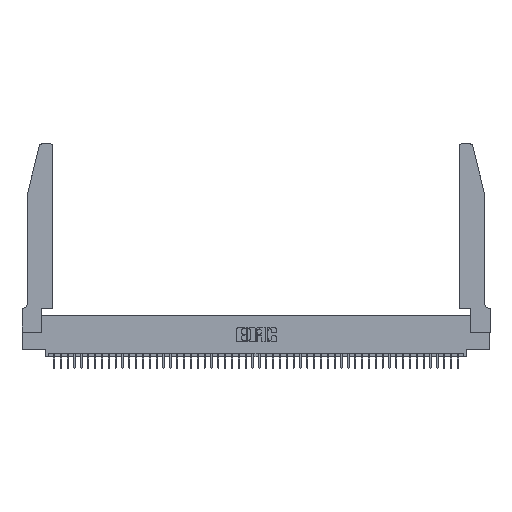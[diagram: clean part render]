
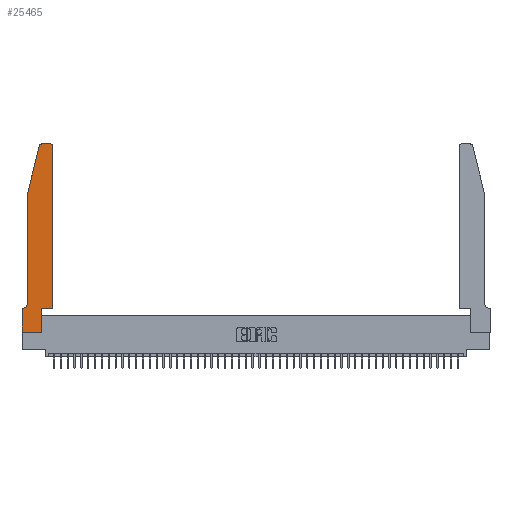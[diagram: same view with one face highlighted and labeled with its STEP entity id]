
A CAD part, top view. The second image highlights one B-rep face of the part: STEP entity #25465.
In plain terms, the highlighted planar face has unit normal (0, 0, 1).
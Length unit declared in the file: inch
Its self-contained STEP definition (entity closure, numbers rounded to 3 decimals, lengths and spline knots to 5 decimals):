
#650 = LINE ( 'NONE', #13216, #19930 ) ;
#747 = AXIS2_PLACEMENT_3D ( 'NONE', #37518, #14563, #41325 ) ;
#2166 = DIRECTION ( 'NONE',  ( 1., 0., 0. ) ) ;
#3147 = VERTEX_POINT ( 'NONE', #28327 ) ;
#3344 = DIRECTION ( 'NONE',  ( 1., 0., 0. ) ) ;
#3727 = LINE ( 'NONE', #7884, #42175 ) ;
#5661 = AXIS2_PLACEMENT_3D ( 'NONE', #25365, #29289, #6243 ) ;
#6243 = DIRECTION ( 'NONE',  ( 1., 0., 0. ) ) ;
#6413 = EDGE_CURVE ( 'NONE', #37596, #27251, #17914, .T. ) ;
#6506 = DIRECTION ( 'NONE',  ( 0., 0., 1. ) ) ;
#7239 = VERTEX_POINT ( 'NONE', #15910 ) ;
#7749 = EDGE_CURVE ( 'NONE', #3147, #39875, #13066, .T. ) ;
#7884 = CARTESIAN_POINT ( 'NONE',  ( 0., 0., 0.37 ) ) ;
#8464 = CARTESIAN_POINT ( 'NONE',  ( 0.4205, 2.75, 0.37 ) ) ;
#9244 = LINE ( 'NONE', #39805, #20647 ) ;
#10653 = CARTESIAN_POINT ( 'NONE',  ( 0.0055, 0.35, 0.37 ) ) ;
#10859 = CARTESIAN_POINT ( 'NONE',  ( 0.4505, 0.35, 0.37 ) ) ;
#10984 = ORIENTED_EDGE ( 'NONE', *, *, #27867, .T. ) ;
#11103 = AXIS2_PLACEMENT_3D ( 'NONE', #29558, #6506, #33399 ) ;
#11154 = CARTESIAN_POINT ( 'NONE',  ( 0.0755, 0.35, 0.37 ) ) ;
#11987 = ORIENTED_EDGE ( 'NONE', *, *, #18302, .T. ) ;
#13066 = CIRCLE ( 'NONE', #41620, 0.03 ) ;
#13216 = CARTESIAN_POINT ( 'NONE',  ( 0.2605, 2.75, 0.37 ) ) ;
#13484 = FACE_OUTER_BOUND ( 'NONE', #23349, .T. ) ;
#13885 = ORIENTED_EDGE ( 'NONE', *, *, #7749, .T. ) ;
#14563 = DIRECTION ( 'NONE',  ( 0., 0., -1. ) ) ;
#14753 = DIRECTION ( 'NONE',  ( 1., 0., 0. ) ) ;
#15910 = CARTESIAN_POINT ( 'NONE',  ( 0., 0.35, 0.37 ) ) ;
#16329 = VERTEX_POINT ( 'NONE', #24405 ) ;
#16902 = DIRECTION ( 'NONE',  ( 0., 1., 0. ) ) ;
#17069 = DIRECTION ( 'NONE',  ( -1., 0., 0. ) ) ;
#17914 = CIRCLE ( 'NONE', #11103, 0.03 ) ;
#18257 = VERTEX_POINT ( 'NONE', #44979 ) ;
#18276 = VECTOR ( 'NONE', #2166, 39.37008 ) ;
#18302 = EDGE_CURVE ( 'NONE', #16329, #19175, #48877, .T. ) ;
#18430 = VECTOR ( 'NONE', #14753, 39.37008 ) ;
#18760 = CARTESIAN_POINT ( 'NONE',  ( 0.4505, 2.72, 0.37 ) ) ;
#19175 = VERTEX_POINT ( 'NONE', #31921 ) ;
#19930 = VECTOR ( 'NONE', #17069, 39.37008 ) ;
#20046 = ORIENTED_EDGE ( 'NONE', *, *, #30214, .T. ) ;
#20111 = CARTESIAN_POINT ( 'NONE',  ( 0.0755, 2., 0.37 ) ) ;
#20246 = VECTOR ( 'NONE', #30300, 39.37008 ) ;
#20647 = VECTOR ( 'NONE', #16902, 39.37008 ) ;
#21230 = VECTOR ( 'NONE', #48415, 39.37008 ) ;
#21526 = PLANE ( 'NONE',  #5661 ) ;
#22425 = LINE ( 'NONE', #36985, #21230 ) ;
#22583 = EDGE_CURVE ( 'NONE', #30185, #7239, #30509, .T. ) ;
#22767 = LINE ( 'NONE', #49075, #31811 ) ;
#23228 = CARTESIAN_POINT ( 'NONE',  ( 0., 0., 0.37 ) ) ;
#23349 = EDGE_LOOP ( 'NONE', ( #40801, #13885, #20046, #23635, #27275, #24268, #10984, #39273, #32746, #11987, #43158, #26395 ) ) ;
#23635 = ORIENTED_EDGE ( 'NONE', *, *, #49130, .T. ) ;
#23943 = DIRECTION ( 'NONE',  ( 0., -1., 0. ) ) ;
#24268 = ORIENTED_EDGE ( 'NONE', *, *, #22583, .T. ) ;
#24405 = CARTESIAN_POINT ( 'NONE',  ( 0.2865, 0.35, 0.37 ) ) ;
#24821 = VERTEX_POINT ( 'NONE', #40353 ) ;
#25322 = EDGE_CURVE ( 'NONE', #47124, #16329, #9244, .T. ) ;
#25365 = CARTESIAN_POINT ( 'NONE',  ( 0., 0.35, 0.37 ) ) ;
#25465 = ADVANCED_FACE ( 'NONE', ( #13484 ), #21526, .T. ) ;
#25518 = EDGE_CURVE ( 'NONE', #19175, #37596, #22425, .T. ) ;
#25645 = CIRCLE ( 'NONE', #747, 0.07 ) ;
#26136 = CARTESIAN_POINT ( 'NONE',  ( 0.25487, 2.72718, 0.37 ) ) ;
#26371 = DIRECTION ( 'NONE',  ( 0., 0., 1. ) ) ;
#26395 = ORIENTED_EDGE ( 'NONE', *, *, #6413, .T. ) ;
#27007 = DIRECTION ( 'NONE',  ( 0., -1., 0. ) ) ;
#27251 = VERTEX_POINT ( 'NONE', #8464 ) ;
#27275 = ORIENTED_EDGE ( 'NONE', *, *, #40495, .T. ) ;
#27515 = EDGE_CURVE ( 'NONE', #47890, #47124, #38624, .T. ) ;
#27867 = EDGE_CURVE ( 'NONE', #7239, #47890, #3727, .T. ) ;
#28327 = CARTESIAN_POINT ( 'NONE',  ( 0.284, 2.75, 0.37 ) ) ;
#29289 = DIRECTION ( 'NONE',  ( 0., 0., 1. ) ) ;
#29558 = CARTESIAN_POINT ( 'NONE',  ( 0.4205, 2.72, 0.37 ) ) ;
#30135 = DIRECTION ( 'NONE',  ( -0.239, -0.971, 0. ) ) ;
#30185 = VERTEX_POINT ( 'NONE', #10653 ) ;
#30214 = EDGE_CURVE ( 'NONE', #39875, #24821, #22767, .T. ) ;
#30300 = DIRECTION ( 'NONE',  ( -1., 0., 0. ) ) ;
#30509 = LINE ( 'NONE', #11154, #20246 ) ;
#31811 = VECTOR ( 'NONE', #30135, 39.37008 ) ;
#31921 = CARTESIAN_POINT ( 'NONE',  ( 0.4505, 0.35, 0.37 ) ) ;
#32746 = ORIENTED_EDGE ( 'NONE', *, *, #25322, .T. ) ;
#33399 = DIRECTION ( 'NONE',  ( 1., 0., 0. ) ) ;
#36985 = CARTESIAN_POINT ( 'NONE',  ( 0.4505, 0.35, 0.37 ) ) ;
#37518 = CARTESIAN_POINT ( 'NONE',  ( 0.0055, 0.42, 0.37 ) ) ;
#37596 = VERTEX_POINT ( 'NONE', #18760 ) ;
#37973 = EDGE_CURVE ( 'NONE', #27251, #3147, #650, .T. ) ;
#38624 = LINE ( 'NONE', #48063, #18276 ) ;
#39273 = ORIENTED_EDGE ( 'NONE', *, *, #27515, .T. ) ;
#39805 = CARTESIAN_POINT ( 'NONE',  ( 0.2865, 0.35, 0.37 ) ) ;
#39875 = VERTEX_POINT ( 'NONE', #26136 ) ;
#40353 = CARTESIAN_POINT ( 'NONE',  ( 0.0755, 2., 0.37 ) ) ;
#40495 = EDGE_CURVE ( 'NONE', #18257, #30185, #25645, .T. ) ;
#40801 = ORIENTED_EDGE ( 'NONE', *, *, #37973, .T. ) ;
#41325 = DIRECTION ( 'NONE',  ( -1., 0., 0. ) ) ;
#41620 = AXIS2_PLACEMENT_3D ( 'NONE', #49223, #26371, #3344 ) ;
#42175 = VECTOR ( 'NONE', #27007, 39.37008 ) ;
#43158 = ORIENTED_EDGE ( 'NONE', *, *, #25518, .T. ) ;
#44979 = CARTESIAN_POINT ( 'NONE',  ( 0.0755, 0.42, 0.37 ) ) ;
#45447 = CARTESIAN_POINT ( 'NONE',  ( 0.2865, 0., 0.37 ) ) ;
#47124 = VERTEX_POINT ( 'NONE', #45447 ) ;
#47155 = VECTOR ( 'NONE', #23943, 39.37008 ) ;
#47890 = VERTEX_POINT ( 'NONE', #23228 ) ;
#48063 = CARTESIAN_POINT ( 'NONE',  ( 0., 0., 0.37 ) ) ;
#48361 = LINE ( 'NONE', #20111, #47155 ) ;
#48415 = DIRECTION ( 'NONE',  ( 0., 1., 0. ) ) ;
#48877 = LINE ( 'NONE', #10859, #18430 ) ;
#49075 = CARTESIAN_POINT ( 'NONE',  ( 0.0755, 2., 0.37 ) ) ;
#49130 = EDGE_CURVE ( 'NONE', #24821, #18257, #48361, .T. ) ;
#49223 = CARTESIAN_POINT ( 'NONE',  ( 0.284, 2.72, 0.37 ) ) ;
